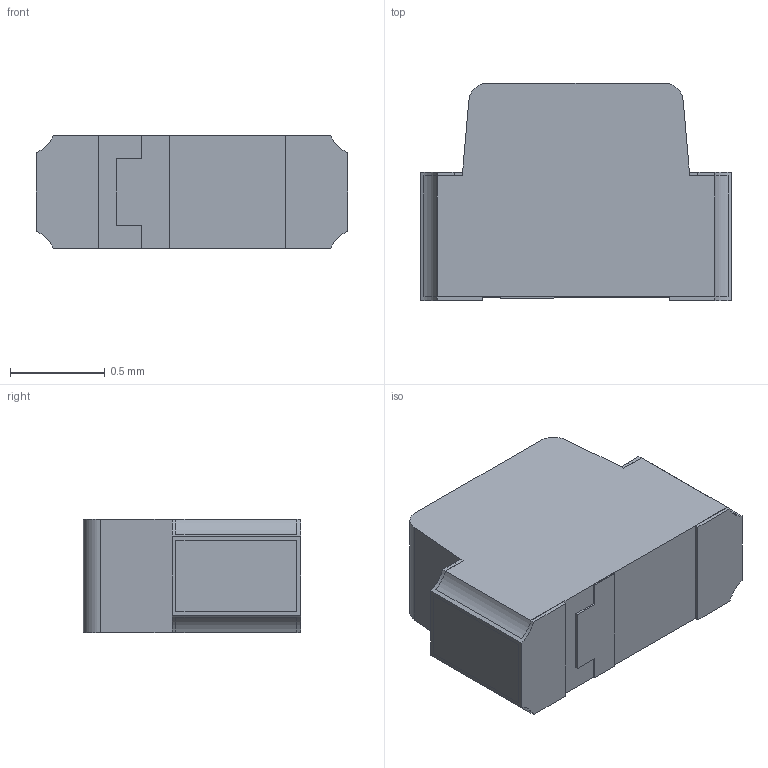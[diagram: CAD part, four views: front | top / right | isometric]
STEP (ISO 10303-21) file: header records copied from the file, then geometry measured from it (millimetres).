
FILE_DESCRIPTION(('STEP AP242'),'1');
FILE_NAME('Lite-On LTST-S270KRKT.stp','2020-07-18T23:05:30',(' '),(' '),'Spatial InterOp 3D',' ',' ');
FILE_SCHEMA(('AP242_MANAGED_MODEL_BASED_3D_ENGINEERING_MIM_LF {1 0 10303 442 1 1 4}'));
Length unit declared in the file: metre
Products named in the file (8): LTST-S270KRKT--3DModel-STEP-56544; Component1; Component2; Component3; Component4; Component5; Component6; Lite-On LTST-S270KRKT
Assembly tree (7 placements, depth 3):
  Lite-On LTST-S270KRKT
    LTST-S270KRKT--3DModel-STEP-56544
      Component1
      Component2
      Component3
      Component4
      Component5
      Component6
Bounding box: 1.65 x 1.15 x 0.6 mm (x, y, z)
Volume: 1 mm3; surface area: 8.3 mm2
Topology: 6 solids, 6 shells, 82 faces, 216 edges, 144 vertices
Faces by surface type: plane 72, cylinder 10
Entity records: 3398 total; most frequent: CARTESIAN_POINT 451, ORIENTED_EDGE 432, DIRECTION 426, EDGE_CURVE 216, LINE 188, VECTOR 188, VERTEX_POINT 144, AXIS2_PLACEMENT_3D 119
